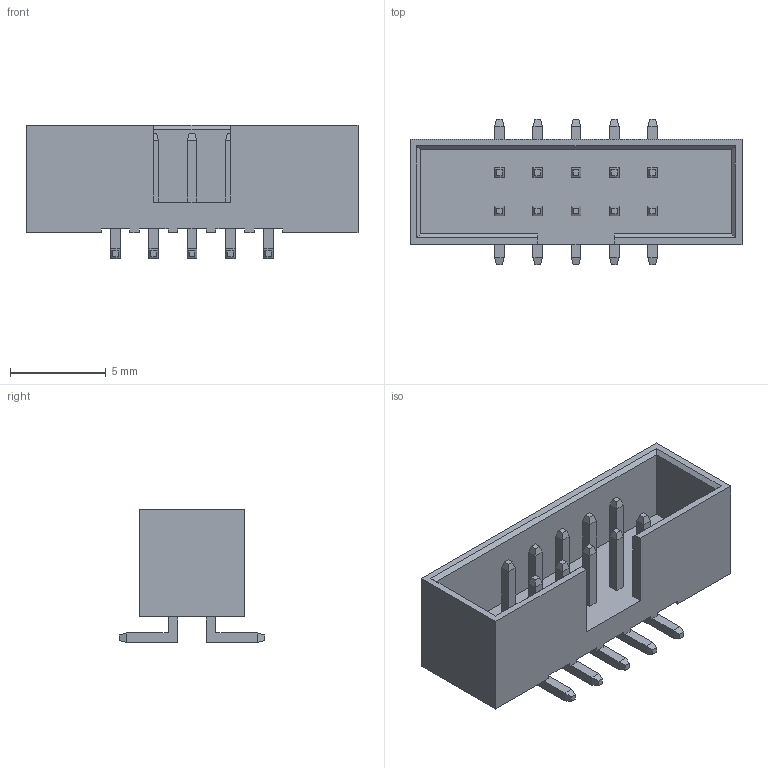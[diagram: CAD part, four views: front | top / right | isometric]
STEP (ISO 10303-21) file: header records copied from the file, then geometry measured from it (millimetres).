
FILE_DESCRIPTION (( 'STEP AP214' ), '1' );
FILE_NAME ('FBH20003-D10S1004K6K-REF.STEP', '2025-04-09T05:58:56', ( '' ), ( '' ), 'SwSTEP 2.0', 'SolidWorks 2021', '' );
FILE_SCHEMA (( 'AUTOMOTIVE_DESIGN' ));
Length unit declared in the file: millimetre
Products named in the file (1): FBH20003-D10S1004K6K-REF
Bounding box: 17.34 x 7.6 x 6.95 mm (x, y, z)
Volume: 249 mm3; surface area: 736 mm2
Topology: 1 solids, 1 shells, 239 faces, 567 edges, 350 vertices
Faces by surface type: plane 239
Entity records: 6663 total; most frequent: CARTESIAN_POINT 1157, ORIENTED_EDGE 1134, DIRECTION 1047, EDGE_CURVE 567, LINE 567, VECTOR 567, VERTEX_POINT 350, EDGE_LOOP 259
